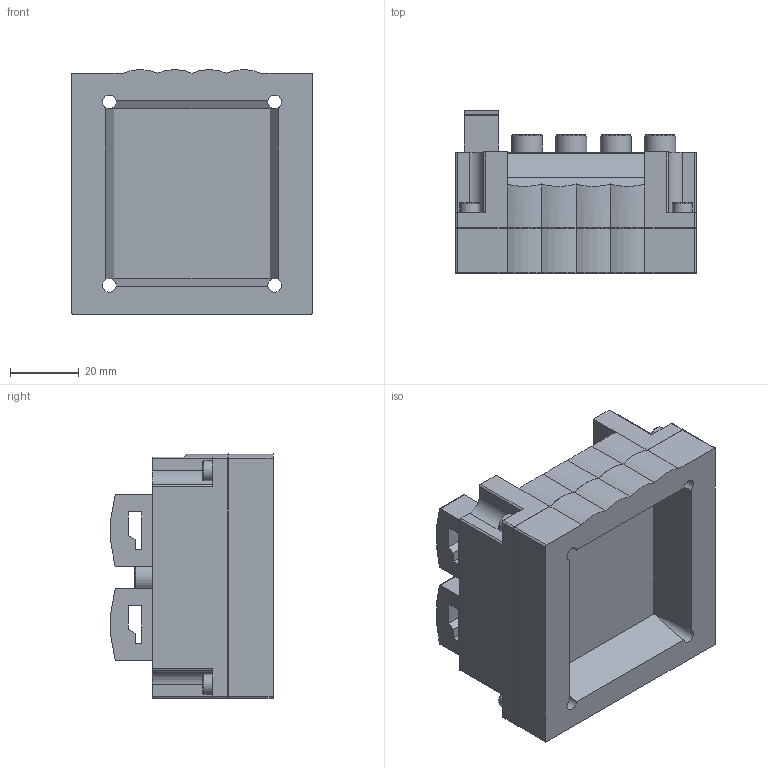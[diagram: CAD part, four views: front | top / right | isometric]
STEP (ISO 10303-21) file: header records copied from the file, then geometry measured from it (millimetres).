
FILE_DESCRIPTION(/* description */ ('STEP AP214'),/* implementation_level */ '2;1');
FILE_NAME(/* name */ '552559_CPV10-GE-ASI-4E4A-Z-M8-CE',/* time_stamp */ '2024-08-06T22:38:58+02:00',/* author */ ('License CC BY-ND 4.0'),/* organization */ ('CADENAS'),/* preprocessor_version */ 'ST-DEVELOPER v19.3',/* originating_system */ 'PARTsolutions',/* authorisation */ ' ');
FILE_SCHEMA (('AUTOMOTIVE_DESIGN {1 0 10303 214 3 1 1}'));
Length unit declared in the file: millimetre
Products named in the file (1): 552559 CPV10-GE-ASI-4E4A-Z-M8-CE
Bounding box: 70 x 47.1 x 70.96 mm (x, y, z)
Volume: 137593 mm3; surface area: 26943.8 mm2
Topology: 1 solids, 1 shells, 239 faces, 612 edges, 408 vertices
Faces by surface type: plane 115, cylinder 112, cone 8, torus 4
Full cylindrical faces by diameter (mm): 1 x12, 4 x4, 5.5 x4, 5.8 x4, 6.917 x4, 9 x4
Entity records: 8669 total; most frequent: DIRECTION 1274, CARTESIAN_POINT 1180, ORIENTED_EDGE 1100, EDGE_CURVE 550, AXIS2_PLACEMENT_3D 484, VERTEX_POINT 390, EDGE_LOOP 328, FACE_BOUND 328
